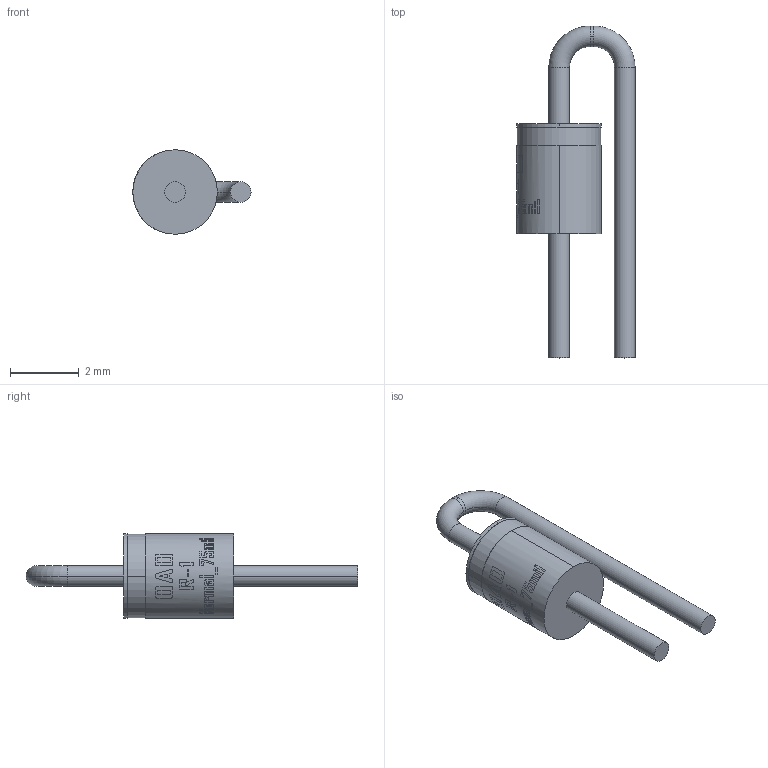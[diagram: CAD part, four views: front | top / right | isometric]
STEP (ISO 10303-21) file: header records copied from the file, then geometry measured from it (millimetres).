
FILE_DESCRIPTION (( 'STEP AP214' ), '1' );
FILE_NAME ('R-1_Normal_75mil_rev1.0.STEP', '2023-03-16T22:56:11', ( '' ), ( '' ), 'SwSTEP 2.0', 'SolidWorks 2020', '' );
FILE_SCHEMA (( 'AUTOMOTIVE_DESIGN' ));
Length unit declared in the file: millimetre
Products named in the file (1): R-1_Normal_75mil_rev1.0
Bounding box: 3.43 x 9.63 x 2.45 mm (x, y, z)
Volume: 19.7 mm3; surface area: 65.5 mm2
Topology: 1 solids, 1 shells, 48 faces, 253 edges, 235 vertices
Faces by surface type: cylinder 38, plane 6, torus 4
Entity records: 3458 total; most frequent: CARTESIAN_POINT 763, ORIENTED_EDGE 506, DIRECTION 394, EDGE_CURVE 253, VERTEX_POINT 235, AXIS2_PLACEMENT_3D 154, CIRCLE 105, LINE 86
